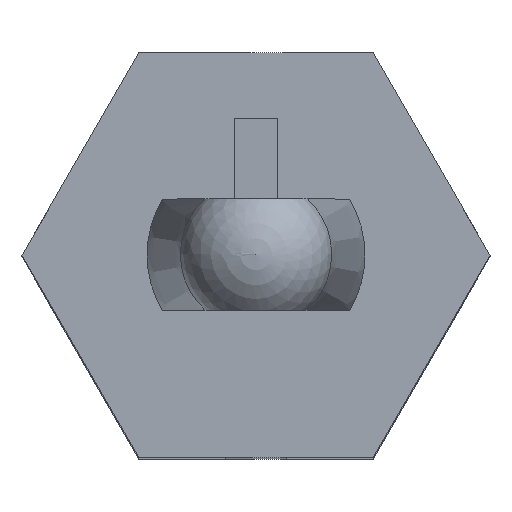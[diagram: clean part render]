
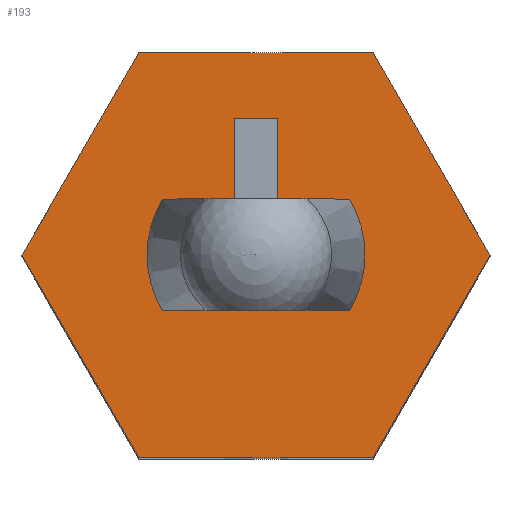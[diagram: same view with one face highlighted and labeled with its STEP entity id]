
A CAD part, top view. The second image highlights one B-rep face of the part: STEP entity #193.
In plain terms, the highlighted planar face has unit normal (0, 0, 1).
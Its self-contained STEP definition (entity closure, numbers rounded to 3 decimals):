
#193 = ADVANCED_FACE( '', ( #390, #391, #392 ), #393, .F. );
#390 = FACE_BOUND( '', #586, .T. );
#391 = FACE_BOUND( '', #587, .T. );
#392 = FACE_OUTER_BOUND( '', #588, .T. );
#393 = PLANE( '', #589 );
#586 = EDGE_LOOP( '', ( #1091, #1092, #1093, #1094 ) );
#587 = EDGE_LOOP( '', ( #1095, #1096, #1097, #1098 ) );
#588 = EDGE_LOOP( '', ( #1099, #1100, #1101, #1102, #1103, #1104 ) );
#589 = AXIS2_PLACEMENT_3D( '', #1105, #1106, #1107 );
#1091 = ORIENTED_EDGE( '', *, *, #1305, .T. );
#1092 = ORIENTED_EDGE( '', *, *, #1325, .T. );
#1093 = ORIENTED_EDGE( '', *, *, #1249, .T. );
#1094 = ORIENTED_EDGE( '', *, *, #1218, .T. );
#1095 = ORIENTED_EDGE( '', *, *, #1319, .T. );
#1096 = ORIENTED_EDGE( '', *, *, #1245, .T. );
#1097 = ORIENTED_EDGE( '', *, *, #1211, .F. );
#1098 = ORIENTED_EDGE( '', *, *, #1301, .T. );
#1099 = ORIENTED_EDGE( '', *, *, #1216, .F. );
#1100 = ORIENTED_EDGE( '', *, *, #1373, .F. );
#1101 = ORIENTED_EDGE( '', *, *, #1374, .F. );
#1102 = ORIENTED_EDGE( '', *, *, #1185, .F. );
#1103 = ORIENTED_EDGE( '', *, *, #1201, .F. );
#1104 = ORIENTED_EDGE( '', *, *, #1342, .F. );
#1105 = CARTESIAN_POINT( '', ( 0., 0., 19.2 ) );
#1106 = DIRECTION( '', ( 0., 0., -1. ) );
#1107 = DIRECTION( '', ( -1., 0., 0. ) );
#1185 = EDGE_CURVE( '', #1416, #1409, #1418, .T. );
#1201 = EDGE_CURVE( '', #1443, #1416, #1445, .T. );
#1211 = EDGE_CURVE( '', #1461, #1457, #1463, .T. );
#1216 = EDGE_CURVE( '', #1469, #1465, #1471, .T. );
#1218 = EDGE_CURVE( '', #1473, #1474, #1475, .T. );
#1245 = EDGE_CURVE( '', #1521, #1457, #1522, .T. );
#1249 = EDGE_CURVE( '', #1528, #1473, #1529, .T. );
#1301 = EDGE_CURVE( '', #1461, #1602, #1603, .T. );
#1305 = EDGE_CURVE( '', #1474, #1607, #1609, .T. );
#1319 = EDGE_CURVE( '', #1602, #1521, #1626, .T. );
#1325 = EDGE_CURVE( '', #1607, #1528, #1632, .T. );
#1342 = EDGE_CURVE( '', #1465, #1443, #1650, .T. );
#1373 = EDGE_CURVE( '', #1686, #1469, #1687, .T. );
#1374 = EDGE_CURVE( '', #1409, #1686, #1688, .T. );
#1409 = VERTEX_POINT( '', #1732 );
#1416 = VERTEX_POINT( '', #1742 );
#1418 = LINE( '', #1745, #1746 );
#1443 = VERTEX_POINT( '', #1782 );
#1445 = LINE( '', #1785, #1786 );
#1457 = VERTEX_POINT( '', #1800 );
#1461 = VERTEX_POINT( '', #1806 );
#1463 = LINE( '', #1809, #1810 );
#1465 = VERTEX_POINT( '', #1812 );
#1469 = VERTEX_POINT( '', #1818 );
#1471 = LINE( '', #1821, #1822 );
#1473 = VERTEX_POINT( '', #1824 );
#1474 = VERTEX_POINT( '', #1825 );
#1475 = CIRCLE( '', #1826, 2. );
#1521 = VERTEX_POINT( '', #1908 );
#1522 = LINE( '', #1909, #1910 );
#1528 = VERTEX_POINT( '', #1927 );
#1529 = LINE( '', #1928, #1929 );
#1602 = VERTEX_POINT( '', #2037 );
#1603 = LINE( '', #2038, #2039 );
#1607 = VERTEX_POINT( '', #2045 );
#1609 = LINE( '', #2048, #2049 );
#1626 = CIRCLE( '', #2083, 2. );
#1632 = LINE( '', #2092, #2093 );
#1650 = LINE( '', #2120, #2121 );
#1686 = VERTEX_POINT( '', #2171 );
#1687 = LINE( '', #2172, #2173 );
#1688 = LINE( '', #2174, #2175 );
#1732 = CARTESIAN_POINT( '', ( -2.309, 4., 19.2 ) );
#1742 = CARTESIAN_POINT( '', ( -4.619, 0., 19.2 ) );
#1745 = CARTESIAN_POINT( '', ( -2.309, 4., 19.2 ) );
#1746 = VECTOR( '', #2205, 1000. );
#1782 = CARTESIAN_POINT( '', ( -2.309, -4., 19.2 ) );
#1785 = CARTESIAN_POINT( '', ( -4.619, 0., 19.2 ) );
#1786 = VECTOR( '', #2218, 1000. );
#1800 = CARTESIAN_POINT( '', ( -1., 1.1, 19.2 ) );
#1806 = CARTESIAN_POINT( '', ( -1., -1.1, 19.2 ) );
#1809 = CARTESIAN_POINT( '', ( -1., -1.1, 19.2 ) );
#1810 = VECTOR( '', #2230, 1000. );
#1812 = CARTESIAN_POINT( '', ( 2.309, -4., 19.2 ) );
#1818 = CARTESIAN_POINT( '', ( 4.619, 0., 19.2 ) );
#1821 = CARTESIAN_POINT( '', ( 4.619, 0., 19.2 ) );
#1822 = VECTOR( '', #2234, 1000. );
#1824 = CARTESIAN_POINT( '', ( 1.67, 1.1, 19.2 ) );
#1825 = CARTESIAN_POINT( '', ( 1.67, -1.1, 19.2 ) );
#1826 = AXIS2_PLACEMENT_3D( '', #2235, #2236, #2237 );
#1908 = CARTESIAN_POINT( '', ( -1.67, 1.1, 19.2 ) );
#1909 = CARTESIAN_POINT( '', ( -2.15, 1.1, 19.2 ) );
#1910 = VECTOR( '', #2267, 1000. );
#1927 = CARTESIAN_POINT( '', ( 1., 1.1, 19.2 ) );
#1928 = CARTESIAN_POINT( '', ( -2.15, 1.1, 19.2 ) );
#1929 = VECTOR( '', #2271, 1000. );
#2037 = CARTESIAN_POINT( '', ( -1.67, -1.1, 19.2 ) );
#2038 = CARTESIAN_POINT( '', ( 2.15, -1.1, 19.2 ) );
#2039 = VECTOR( '', #2323, 1000. );
#2045 = CARTESIAN_POINT( '', ( 1., -1.1, 19.2 ) );
#2048 = CARTESIAN_POINT( '', ( 2.15, -1.1, 19.2 ) );
#2049 = VECTOR( '', #2327, 1000. );
#2083 = AXIS2_PLACEMENT_3D( '', #2336, #2337, #2338 );
#2092 = CARTESIAN_POINT( '', ( 1., -1.1, 19.2 ) );
#2093 = VECTOR( '', #2342, 1000. );
#2120 = CARTESIAN_POINT( '', ( 2.309, -4., 19.2 ) );
#2121 = VECTOR( '', #2355, 1000. );
#2171 = CARTESIAN_POINT( '', ( 2.309, 4., 19.2 ) );
#2172 = CARTESIAN_POINT( '', ( 2.309, 4., 19.2 ) );
#2173 = VECTOR( '', #2373, 1000. );
#2174 = CARTESIAN_POINT( '', ( -2.309, 4., 19.2 ) );
#2175 = VECTOR( '', #2374, 1000. );
#2205 = DIRECTION( '', ( 0.5, 0.866, 0. ) );
#2218 = DIRECTION( '', ( -0.5, 0.866, 0. ) );
#2230 = DIRECTION( '', ( 0., 1., 0. ) );
#2234 = DIRECTION( '', ( -0.5, -0.866, 0. ) );
#2235 = CARTESIAN_POINT( '', ( 0., 0., 19.2 ) );
#2236 = DIRECTION( '', ( 0., 0., -1. ) );
#2237 = DIRECTION( '', ( -1., 0., 0. ) );
#2267 = DIRECTION( '', ( 1., 0., 0. ) );
#2271 = DIRECTION( '', ( 1., 0., 0. ) );
#2323 = DIRECTION( '', ( -1., 0., 0. ) );
#2327 = DIRECTION( '', ( -1., 0., 0. ) );
#2336 = CARTESIAN_POINT( '', ( 0., 0., 19.2 ) );
#2337 = DIRECTION( '', ( 0., 0., -1. ) );
#2338 = DIRECTION( '', ( -1., 0., 0. ) );
#2342 = DIRECTION( '', ( 0., 1., 0. ) );
#2355 = DIRECTION( '', ( -1., 0., 0. ) );
#2373 = DIRECTION( '', ( 0.5, -0.866, 0. ) );
#2374 = DIRECTION( '', ( 1., 0., 0. ) );
